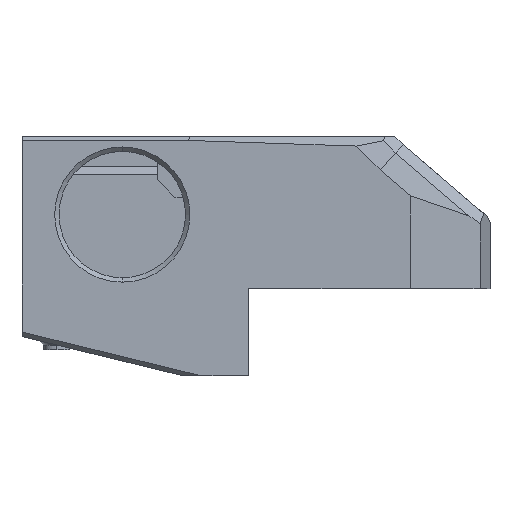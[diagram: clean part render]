
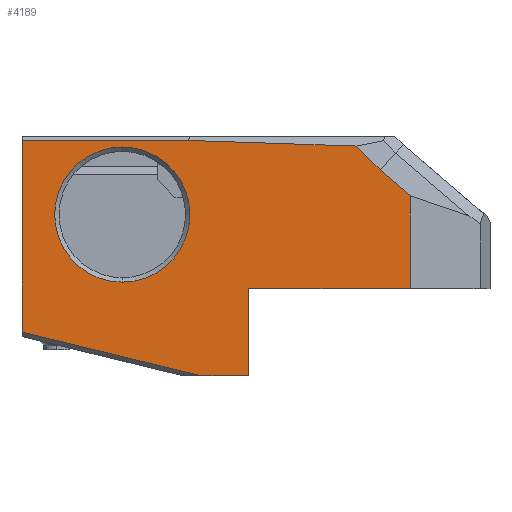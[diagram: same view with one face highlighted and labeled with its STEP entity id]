
A CAD part, left-side view. The second image highlights one B-rep face of the part: STEP entity #4189.
In plain terms, the highlighted planar face has unit normal (-1, 0, 0).
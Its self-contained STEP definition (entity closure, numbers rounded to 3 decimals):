
#59 = ORIENTED_EDGE ( 'NONE', *, *, #4146, .T. ) ;
#78 = DIRECTION ( 'NONE',  ( 0., 0., 1. ) ) ;
#90 = CARTESIAN_POINT ( 'NONE',  ( -20., 23., -35. ) ) ;
#118 = EDGE_CURVE ( 'NONE', #1435, #2778, #1118, .T. ) ;
#202 = VERTEX_POINT ( 'NONE', #5946 ) ;
#232 = EDGE_LOOP ( 'NONE', ( #5138, #5190 ) ) ;
#327 = DIRECTION ( 'NONE',  ( 1., 0., 0. ) ) ;
#378 = ORIENTED_EDGE ( 'NONE', *, *, #6632, .T. ) ;
#437 = VECTOR ( 'NONE', #4602, 1000. ) ;
#440 = VECTOR ( 'NONE', #6516, 1000. ) ;
#482 = CARTESIAN_POINT ( 'NONE',  ( -20., -18.527, -65.721 ) ) ;
#497 = VERTEX_POINT ( 'NONE', #6408 ) ;
#574 = CARTESIAN_POINT ( 'NONE',  ( -20., -1.641, -0.285 ) ) ;
#622 = VERTEX_POINT ( 'NONE', #574 ) ;
#647 = ORIENTED_EDGE ( 'NONE', *, *, #118, .F. ) ;
#730 = CARTESIAN_POINT ( 'NONE',  ( -20., 75., 0. ) ) ;
#769 = LINE ( 'NONE', #5388, #440 ) ;
#828 = VERTEX_POINT ( 'NONE', #4315 ) ;
#931 = DIRECTION ( 'NONE',  ( 0., 0., -1. ) ) ;
#1047 = VECTOR ( 'NONE', #3109, 1000. ) ;
#1065 = EDGE_CURVE ( 'NONE', #622, #3214, #3591, .T. ) ;
#1085 = VECTOR ( 'NONE', #1820, 1000. ) ;
#1118 = LINE ( 'NONE', #90, #1047 ) ;
#1321 = CARTESIAN_POINT ( 'NONE',  ( -20., 75., -42.971 ) ) ;
#1350 = EDGE_CURVE ( 'NONE', #2927, #2778, #2842, .T. ) ;
#1435 = VERTEX_POINT ( 'NONE', #5120 ) ;
#1455 = CARTESIAN_POINT ( 'NONE',  ( -20., 52., -0.5 ) ) ;
#1525 = CIRCLE ( 'NONE', #2835, 15.5 ) ;
#1529 = VECTOR ( 'NONE', #3715, 1000. ) ;
#1553 = CARTESIAN_POINT ( 'NONE',  ( -20., -35., 2. ) ) ;
#1615 = DIRECTION ( 'NONE',  ( 0., 0.76, 0.65 ) ) ;
#1680 = EDGE_CURVE ( 'NONE', #202, #828, #769, .T. ) ;
#1751 = LINE ( 'NONE', #5906, #3365 ) ;
#1820 = DIRECTION ( 'NONE',  ( 0., -1., 0. ) ) ;
#1874 = CARTESIAN_POINT ( 'NONE',  ( -20., 23., -53. ) ) ;
#2015 = ORIENTED_EDGE ( 'NONE', *, *, #5434, .T. ) ;
#2017 = VECTOR ( 'NONE', #4171, 1000. ) ;
#2037 = DIRECTION ( 'NONE',  ( 0., -0.972, -0.236 ) ) ;
#2206 = EDGE_CURVE ( 'NONE', #5664, #4054, #1525, .T. ) ;
#2249 = LINE ( 'NONE', #4190, #1529 ) ;
#2319 = EDGE_CURVE ( 'NONE', #4054, #5664, #5570, .T. ) ;
#2323 = ORIENTED_EDGE ( 'NONE', *, *, #1065, .T. ) ;
#2432 = ORIENTED_EDGE ( 'NONE', *, *, #6335, .F. ) ;
#2439 = CARTESIAN_POINT ( 'NONE',  ( -20., 36.838, 1. ) ) ;
#2539 = LINE ( 'NONE', #5229, #6261 ) ;
#2778 = VERTEX_POINT ( 'NONE', #1874 ) ;
#2835 = AXIS2_PLACEMENT_3D ( 'NONE', #4987, #327, #4883 ) ;
#2842 = LINE ( 'NONE', #4923, #1085 ) ;
#2857 = ORIENTED_EDGE ( 'NONE', *, *, #5127, .F. ) ;
#2870 = VECTOR ( 'NONE', #2037, 1000. ) ;
#2898 = VERTEX_POINT ( 'NONE', #5136 ) ;
#2921 = VECTOR ( 'NONE', #78, 1000. ) ;
#2927 = VERTEX_POINT ( 'NONE', #4178 ) ;
#3109 = DIRECTION ( 'NONE',  ( 0., 0., -1. ) ) ;
#3214 = VERTEX_POINT ( 'NONE', #2439 ) ;
#3365 = VECTOR ( 'NONE', #5328, 1000. ) ;
#3517 = ORIENTED_EDGE ( 'NONE', *, *, #1680, .T. ) ;
#3529 = VERTEX_POINT ( 'NONE', #1321 ) ;
#3591 = LINE ( 'NONE', #5666, #2017 ) ;
#3715 = DIRECTION ( 'NONE',  ( 0., 1., 0. ) ) ;
#3749 = LINE ( 'NONE', #730, #2921 ) ;
#3768 = ORIENTED_EDGE ( 'NONE', *, *, #1350, .T. ) ;
#3879 = CARTESIAN_POINT ( 'NONE',  ( -20., 52., -31.5 ) ) ;
#3974 = ORIENTED_EDGE ( 'NONE', *, *, #5857, .T. ) ;
#4054 = VERTEX_POINT ( 'NONE', #1455 ) ;
#4144 = DIRECTION ( 'NONE',  ( 1., 0., 0. ) ) ;
#4146 = EDGE_CURVE ( 'NONE', #828, #2898, #2539, .T. ) ;
#4166 = AXIS2_PLACEMENT_3D ( 'NONE', #5652, #5557, #931 ) ;
#4171 = DIRECTION ( 'NONE',  ( 0., 0.999, 0.033 ) ) ;
#4178 = CARTESIAN_POINT ( 'NONE',  ( -20., 33.769, -53. ) ) ;
#4189 = ADVANCED_FACE ( 'NONE', ( #5769, #5161 ), #6146, .F. ) ;
#4190 = CARTESIAN_POINT ( 'NONE',  ( -20., 28.95, -33. ) ) ;
#4315 = CARTESIAN_POINT ( 'NONE',  ( -20., -14.05, -11.701 ) ) ;
#4571 = LINE ( 'NONE', #5203, #437 ) ;
#4602 = DIRECTION ( 'NONE',  ( 0., 0.707, 0.707 ) ) ;
#4647 = AXIS2_PLACEMENT_3D ( 'NONE', #1553, #4144, #6692 ) ;
#4883 = DIRECTION ( 'NONE',  ( 0., 0., -1. ) ) ;
#4923 = CARTESIAN_POINT ( 'NONE',  ( -20., 75., -53. ) ) ;
#4987 = CARTESIAN_POINT ( 'NONE',  ( -20., 52., -16. ) ) ;
#5120 = CARTESIAN_POINT ( 'NONE',  ( -20., 23., -33. ) ) ;
#5127 = EDGE_CURVE ( 'NONE', #202, #1435, #2249, .T. ) ;
#5136 = CARTESIAN_POINT ( 'NONE',  ( -20., -7.131, -5.775 ) ) ;
#5138 = ORIENTED_EDGE ( 'NONE', *, *, #2319, .T. ) ;
#5140 = LINE ( 'NONE', #482, #2870 ) ;
#5161 = FACE_BOUND ( 'NONE', #232, .T. ) ;
#5190 = ORIENTED_EDGE ( 'NONE', *, *, #2206, .T. ) ;
#5203 = CARTESIAN_POINT ( 'NONE',  ( -20., -4.562, -3.206 ) ) ;
#5229 = CARTESIAN_POINT ( 'NONE',  ( -20., -7.244, -5.872 ) ) ;
#5328 = DIRECTION ( 'NONE',  ( 0., 1., 0. ) ) ;
#5388 = CARTESIAN_POINT ( 'NONE',  ( -20., -14.05, -33. ) ) ;
#5434 = EDGE_CURVE ( 'NONE', #3529, #2927, #5140, .T. ) ;
#5557 = DIRECTION ( 'NONE',  ( 1., 0., 0. ) ) ;
#5570 = CIRCLE ( 'NONE', #4166, 15.5 ) ;
#5652 = CARTESIAN_POINT ( 'NONE',  ( -20., 52., -16. ) ) ;
#5664 = VERTEX_POINT ( 'NONE', #3879 ) ;
#5666 = CARTESIAN_POINT ( 'NONE',  ( -20., 33.815, 0.899 ) ) ;
#5769 = FACE_OUTER_BOUND ( 'NONE', #6659, .T. ) ;
#5857 = EDGE_CURVE ( 'NONE', #3214, #497, #1751, .T. ) ;
#5906 = CARTESIAN_POINT ( 'NONE',  ( -20., -35., 1. ) ) ;
#5946 = CARTESIAN_POINT ( 'NONE',  ( -20., -14.05, -33. ) ) ;
#6146 = PLANE ( 'NONE',  #4647 ) ;
#6261 = VECTOR ( 'NONE', #1615, 1000. ) ;
#6335 = EDGE_CURVE ( 'NONE', #3529, #497, #3749, .T. ) ;
#6408 = CARTESIAN_POINT ( 'NONE',  ( -20., 75., 1. ) ) ;
#6516 = DIRECTION ( 'NONE',  ( 0., 0., 1. ) ) ;
#6632 = EDGE_CURVE ( 'NONE', #2898, #622, #4571, .T. ) ;
#6659 = EDGE_LOOP ( 'NONE', ( #3517, #59, #378, #2323, #3974, #2432, #2015, #3768, #647, #2857 ) ) ;
#6692 = DIRECTION ( 'NONE',  ( 0., 0., -1. ) ) ;
